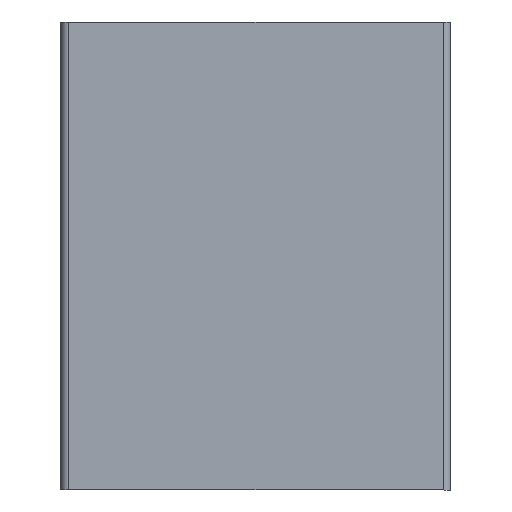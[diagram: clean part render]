
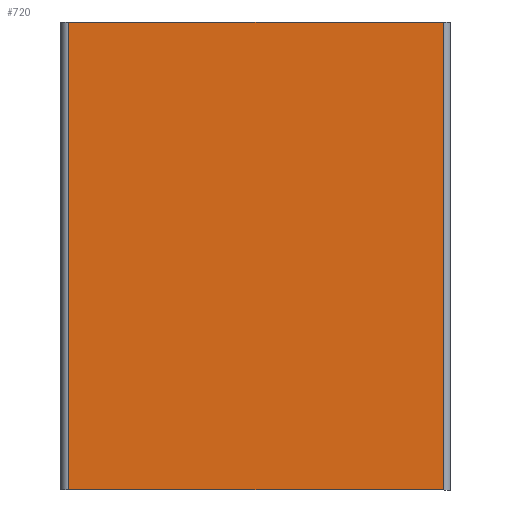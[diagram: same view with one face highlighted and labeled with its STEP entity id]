
A CAD part, front view. The second image highlights one B-rep face of the part: STEP entity #720.
In plain terms, the highlighted planar face has unit normal (0, -1, 0).
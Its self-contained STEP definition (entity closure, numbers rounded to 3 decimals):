
#19=PLANE('',#782);
#44=FACE_OUTER_BOUND('',#82,.T.);
#82=EDGE_LOOP('',(#518,#519,#520,#521));
#129=LINE('',#1119,#202);
#131=LINE('',#1125,#204);
#132=LINE('',#1127,#205);
#133=LINE('',#1128,#206);
#202=VECTOR('',#893,10.);
#204=VECTOR('',#899,10.);
#205=VECTOR('',#900,10.);
#206=VECTOR('',#901,10.);
#313=VERTEX_POINT('',#1116);
#314=VERTEX_POINT('',#1118);
#316=VERTEX_POINT('',#1124);
#317=VERTEX_POINT('',#1126);
#393=EDGE_CURVE('',#313,#314,#129,.T.);
#396=EDGE_CURVE('',#313,#316,#131,.T.);
#397=EDGE_CURVE('',#317,#316,#132,.T.);
#398=EDGE_CURVE('',#317,#314,#133,.T.);
#518=ORIENTED_EDGE('',*,*,#393,.F.);
#519=ORIENTED_EDGE('',*,*,#396,.T.);
#520=ORIENTED_EDGE('',*,*,#397,.F.);
#521=ORIENTED_EDGE('',*,*,#398,.T.);
#720=ADVANCED_FACE('',(#44),#19,.F.);
#782=AXIS2_PLACEMENT_3D('',#1123,#897,#898);
#893=DIRECTION('',(0.,0.,-1.));
#897=DIRECTION('center_axis',(0.,1.,0.));
#898=DIRECTION('ref_axis',(0.,0.,-1.));
#899=DIRECTION('',(-1.,0.,0.));
#900=DIRECTION('',(0.,0.,1.));
#901=DIRECTION('',(1.,0.,0.));
#1116=CARTESIAN_POINT('',(54.5,0.,30.));
#1118=CARTESIAN_POINT('',(54.5,0.,0.));
#1119=CARTESIAN_POINT('',(54.5,0.,22.5));
#1123=CARTESIAN_POINT('Origin',(42.5,0.,15.));
#1124=CARTESIAN_POINT('',(30.5,0.,30.));
#1125=CARTESIAN_POINT('',(55.,0.,30.));
#1126=CARTESIAN_POINT('',(30.5,0.,0.));
#1127=CARTESIAN_POINT('',(30.5,0.,7.5));
#1128=CARTESIAN_POINT('',(30.,0.,0.));
